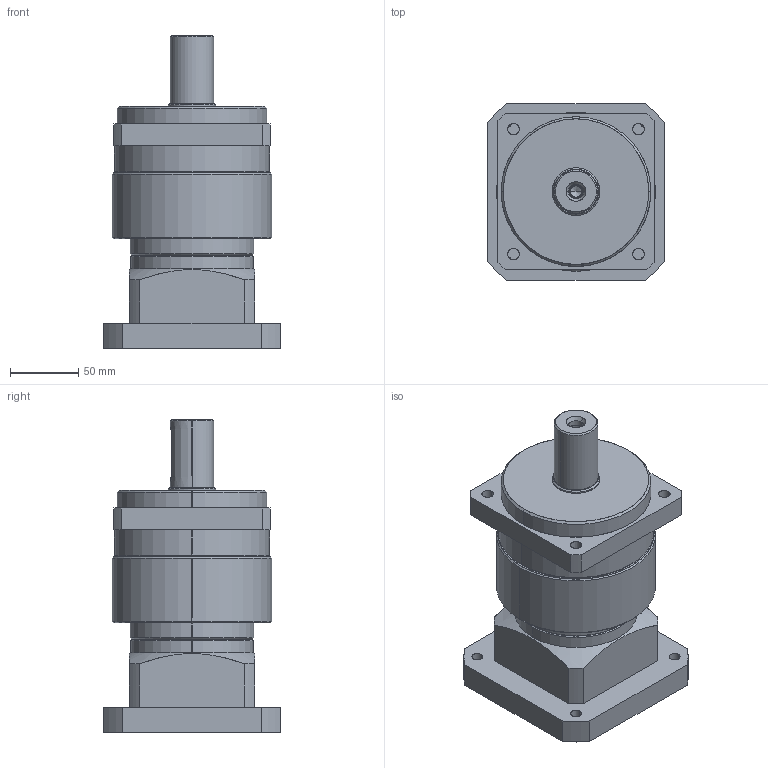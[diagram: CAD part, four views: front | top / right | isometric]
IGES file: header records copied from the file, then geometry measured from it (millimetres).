
Start section: SolidWorks IGES file using analytic representation for surfaces
Global section: file name: PF115 2 STAGES.IGS; native system: SolidWorks 2013; preprocessor: SolidWorks 2013; author: HDI; date: 140605.085006; units: millimetre
Bounding box: 130 x 130 x 230 mm (x, y, z)
Surface area: 137610.5 mm2 (no closed solid volume)
Topology: 0 solids, 0 shells, 127 faces, 2757 edges, 2755 vertices
Faces by surface type: revolution 90, bspline 37
